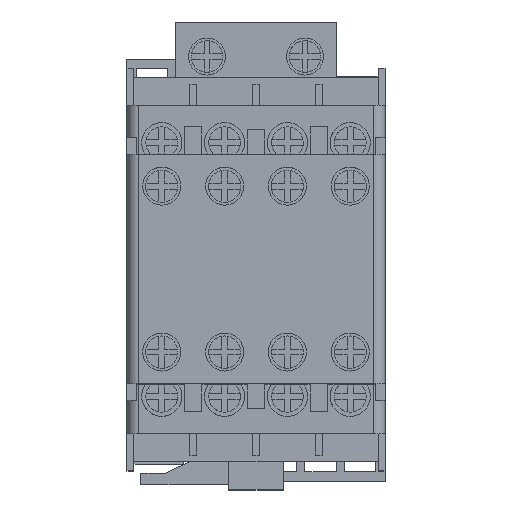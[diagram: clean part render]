
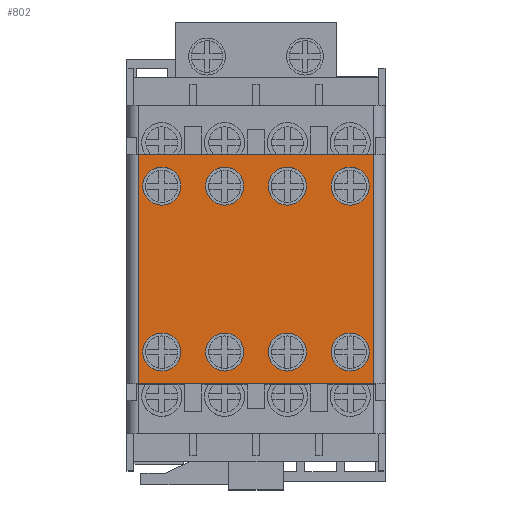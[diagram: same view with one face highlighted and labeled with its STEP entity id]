
A CAD part, top view. The second image highlights one B-rep face of the part: STEP entity #802.
In plain terms, the highlighted planar face has unit normal (0, 0, 1).
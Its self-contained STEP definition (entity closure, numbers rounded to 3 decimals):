
#333=FACE_BOUND('',#2562,.T.);
#334=FACE_BOUND('',#2563,.T.);
#335=FACE_BOUND('',#2564,.T.);
#336=FACE_BOUND('',#2565,.T.);
#337=FACE_BOUND('',#2566,.T.);
#338=FACE_BOUND('',#2567,.T.);
#339=FACE_BOUND('',#2568,.T.);
#340=FACE_BOUND('',#2569,.T.);
#341=FACE_BOUND('',#2570,.T.);
#802=ADVANCED_FACE('',(#333,#334,#335,#336,#337,#338,#339,#340,#341),#1381,
 .F.);
#1381=PLANE('',#12293);
#2562=EDGE_LOOP('',(#5169));
#2563=EDGE_LOOP('',(#5170));
#2564=EDGE_LOOP('',(#5171,#5172,#5173,#5174));
#2565=EDGE_LOOP('',(#5175));
#2566=EDGE_LOOP('',(#5176));
#2567=EDGE_LOOP('',(#5177));
#2568=EDGE_LOOP('',(#5178));
#2569=EDGE_LOOP('',(#5179));
#2570=EDGE_LOOP('',(#5180));
#3023=CIRCLE('',#12285,3.3);
#3024=CIRCLE('',#12286,3.3);
#3025=CIRCLE('',#12287,3.3);
#3026=CIRCLE('',#12288,3.3);
#3027=CIRCLE('',#12289,3.3);
#3028=CIRCLE('',#12290,3.3);
#3029=CIRCLE('',#12291,3.3);
#3030=CIRCLE('',#12292,3.3);
#5169=ORIENTED_EDGE('',*,*,#8514,.F.);
#5170=ORIENTED_EDGE('',*,*,#8515,.F.);
#5171=ORIENTED_EDGE('',*,*,#8516,.F.);
#5172=ORIENTED_EDGE('',*,*,#8517,.T.);
#5173=ORIENTED_EDGE('',*,*,#8518,.T.);
#5174=ORIENTED_EDGE('',*,*,#8519,.T.);
#5175=ORIENTED_EDGE('',*,*,#8520,.F.);
#5176=ORIENTED_EDGE('',*,*,#8521,.F.);
#5177=ORIENTED_EDGE('',*,*,#8522,.T.);
#5178=ORIENTED_EDGE('',*,*,#8523,.T.);
#5179=ORIENTED_EDGE('',*,*,#8524,.T.);
#5180=ORIENTED_EDGE('',*,*,#8525,.T.);
#7099=VERTEX_POINT('',#17958);
#7100=VERTEX_POINT('',#17960);
#7101=VERTEX_POINT('',#17962);
#7102=VERTEX_POINT('',#17963);
#7103=VERTEX_POINT('',#17965);
#7104=VERTEX_POINT('',#17967);
#7105=VERTEX_POINT('',#17970);
#7106=VERTEX_POINT('',#17972);
#7107=VERTEX_POINT('',#17974);
#7108=VERTEX_POINT('',#17976);
#7109=VERTEX_POINT('',#17978);
#7110=VERTEX_POINT('',#17980);
#8514=EDGE_CURVE('',#7099,#7099,#3023,.T.);
#8515=EDGE_CURVE('',#7100,#7100,#3024,.T.);
#8516=EDGE_CURVE('',#7101,#7102,#9945,.T.);
#8517=EDGE_CURVE('',#7101,#7103,#9946,.T.);
#8518=EDGE_CURVE('',#7103,#7104,#9947,.T.);
#8519=EDGE_CURVE('',#7104,#7102,#9948,.T.);
#8520=EDGE_CURVE('',#7105,#7105,#3025,.T.);
#8521=EDGE_CURVE('',#7106,#7106,#3026,.T.);
#8522=EDGE_CURVE('',#7107,#7107,#3027,.T.);
#8523=EDGE_CURVE('',#7108,#7108,#3028,.T.);
#8524=EDGE_CURVE('',#7109,#7109,#3029,.T.);
#8525=EDGE_CURVE('',#7110,#7110,#3030,.T.);
#9945=LINE('',#17961,#11296);
#9946=LINE('',#17964,#11297);
#9947=LINE('',#17966,#11298);
#9948=LINE('',#17968,#11299);
#11296=VECTOR('',#14643,1.);
#11297=VECTOR('',#14644,1.);
#11298=VECTOR('',#14645,1.);
#11299=VECTOR('',#14646,1.);
#12285=AXIS2_PLACEMENT_3D('',#17957,#14639,#14640);
#12286=AXIS2_PLACEMENT_3D('',#17959,#14641,#14642);
#12287=AXIS2_PLACEMENT_3D('',#17969,#14647,#14648);
#12288=AXIS2_PLACEMENT_3D('',#17971,#14649,#14650);
#12289=AXIS2_PLACEMENT_3D('',#17973,#14651,#14652);
#12290=AXIS2_PLACEMENT_3D('',#17975,#14653,#14654);
#12291=AXIS2_PLACEMENT_3D('',#17977,#14655,#14656);
#12292=AXIS2_PLACEMENT_3D('',#17979,#14657,#14658);
#12293=AXIS2_PLACEMENT_3D('',#17981,#14659,#14660);
#14639=DIRECTION('',(0.,0.,1.));
#14640=DIRECTION('',(0.,1.,0.));
#14641=DIRECTION('',(0.,0.,1.));
#14642=DIRECTION('',(0.,1.,0.));
#14643=DIRECTION('',(1.,0.,0.));
#14644=DIRECTION('',(0.,-1.,0.));
#14645=DIRECTION('',(1.,0.,0.));
#14646=DIRECTION('',(0.,1.,0.));
#14647=DIRECTION('',(0.,0.,1.));
#14648=DIRECTION('',(0.,1.,0.));
#14649=DIRECTION('',(0.,0.,1.));
#14650=DIRECTION('',(0.,1.,0.));
#14651=DIRECTION('',(0.,0.,-1.));
#14652=DIRECTION('',(0.,-1.,0.));
#14653=DIRECTION('',(0.,0.,-1.));
#14654=DIRECTION('',(0.,-1.,0.));
#14655=DIRECTION('',(0.,0.,-1.));
#14656=DIRECTION('',(0.,-1.,0.));
#14657=DIRECTION('',(0.,0.,-1.));
#14658=DIRECTION('',(0.,-1.,0.));
#14659=DIRECTION('',(0.,0.,-1.));
#14660=DIRECTION('',(-1.,0.,0.));
#17957=CARTESIAN_POINT('',(16.35,-14.4,114.));
#17958=CARTESIAN_POINT('',(16.35,-11.1,114.));
#17959=CARTESIAN_POINT('',(-16.35,-14.4,114.));
#17960=CARTESIAN_POINT('',(-16.35,-11.1,114.));
#17961=CARTESIAN_POINT('',(-22.4,19.9,114.));
#17962=CARTESIAN_POINT('',(-20.4,19.9,114.));
#17963=CARTESIAN_POINT('',(20.4,19.9,114.));
#17964=CARTESIAN_POINT('',(-20.4,-19.9,114.));
#17965=CARTESIAN_POINT('',(-20.4,-19.9,114.));
#17966=CARTESIAN_POINT('',(-22.4,-19.9,114.));
#17967=CARTESIAN_POINT('',(20.4,-19.9,114.));
#17968=CARTESIAN_POINT('',(20.4,-19.9,114.));
#17969=CARTESIAN_POINT('',(-5.45,-14.4,114.));
#17970=CARTESIAN_POINT('',(-5.45,-11.1,114.));
#17971=CARTESIAN_POINT('',(5.45,-14.4,114.));
#17972=CARTESIAN_POINT('',(5.45,-11.1,114.));
#17973=CARTESIAN_POINT('',(16.35,14.4,114.));
#17974=CARTESIAN_POINT('',(16.35,11.1,114.));
#17975=CARTESIAN_POINT('',(-16.35,14.4,114.));
#17976=CARTESIAN_POINT('',(-16.35,11.1,114.));
#17977=CARTESIAN_POINT('',(-5.45,14.4,114.));
#17978=CARTESIAN_POINT('',(-5.45,11.1,114.));
#17979=CARTESIAN_POINT('',(5.45,14.4,114.));
#17980=CARTESIAN_POINT('',(5.45,11.1,114.));
#17981=CARTESIAN_POINT('',(-22.4,-19.9,114.));
